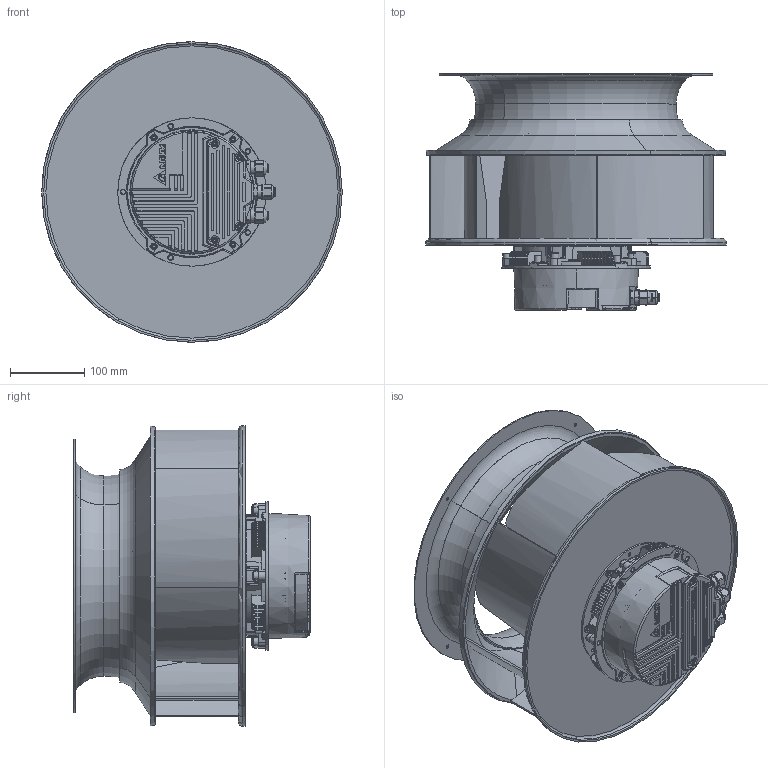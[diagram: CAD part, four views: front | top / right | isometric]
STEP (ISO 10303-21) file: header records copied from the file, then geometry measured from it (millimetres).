
FILE_DESCRIPTION((''),'2;1');
FILE_NAME('ASM0007_ASM','2017-11-06T',('CHESTER.YAN'),(''),'CREO PARAMETRIC BY PTC INC, 2015080','CREO PARAMETRIC BY PTC INC, 2015080','');
FILE_SCHEMA(('CONFIG_CONTROL_DESIGN'));
Products named in the file (9): _OD116_MOTOR_1_1_2_3_4_1; _OD116_MOTOR_1_1_2_3_4_2; _OD116_MOTOR_1_1_2_3_4_3; _OD116_MOTOR_1_1_2_3_4_4; _OD116_MOTOR_1_1_2_3_4_ASM; OD116_MOTOR_ASM_1_1_2_ASM; PRT0007; 040_26R_NOZZLE; ASM0007_ASM
Assembly tree (8 placements, depth 4):
  ASM0007_ASM
    OD116_MOTOR_ASM_1_1_2_ASM
      _OD116_MOTOR_1_1_2_3_4_ASM
        _OD116_MOTOR_1_1_2_3_4_1
        _OD116_MOTOR_1_1_2_3_4_2
        _OD116_MOTOR_1_1_2_3_4_3
        _OD116_MOTOR_1_1_2_3_4_4
    PRT0007
    040_26R_NOZZLE
Bounding box: 405 x 318.3 x 405 mm (x, y, z)
Volume: 2400396 mm3; surface area: 1318658.1 mm2
Topology: 6 solids, 27 shells, 3375 faces, 9446 edges, 6063 vertices
Faces by surface type: cylinder 1217, plane 1123, torus 512, bspline 277, cone 117, sphere 97, extrusion 32
Entity records: 142127 total; most frequent: CARTESIAN_POINT 58602, ORIENTED_EDGE 18387, DIRECTION 16552, EDGE_CURVE 9350, AXIS2_PLACEMENT_3D 6678, VERTEX_POINT 6063, CIRCLE 3589, EDGE_LOOP 3524
